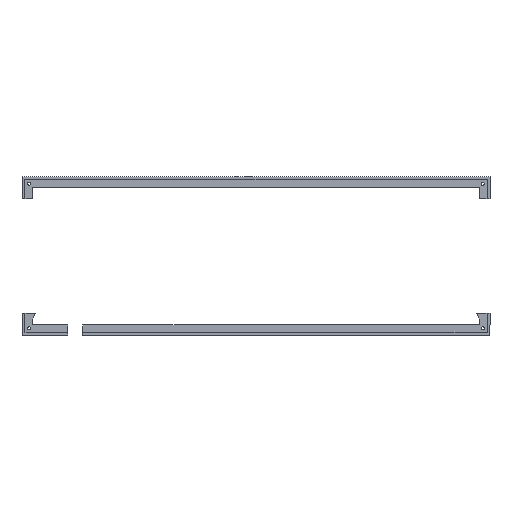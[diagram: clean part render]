
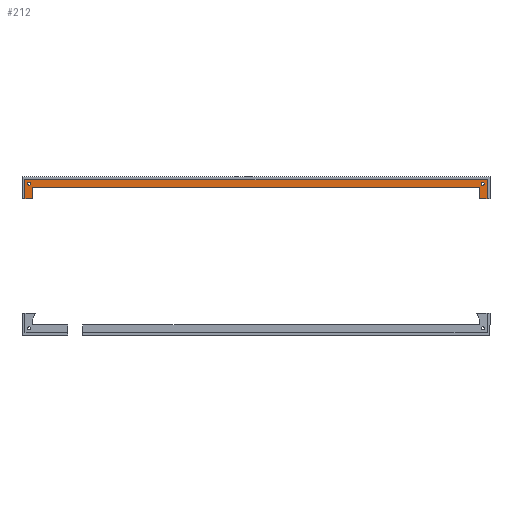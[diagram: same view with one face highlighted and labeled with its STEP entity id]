
A CAD part, front view. The second image highlights one B-rep face of the part: STEP entity #212.
In plain terms, the highlighted planar face has unit normal (0, -1, 0).
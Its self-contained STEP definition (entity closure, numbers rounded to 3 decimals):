
#19 = CARTESIAN_POINT ( 'NONE',  ( 0., 1.6, 0. ) ) ;
#35 = EDGE_LOOP ( 'NONE', ( #398, #358 ) ) ;
#40 = EDGE_LOOP ( 'NONE', ( #570, #1039 ) ) ;
#86 = CARTESIAN_POINT ( 'NONE',  ( -149.74, 1.6, 38.215 ) ) ;
#91 = DIRECTION ( 'NONE',  ( 0., 0., 1. ) ) ;
#102 = AXIS2_PLACEMENT_3D ( 'NONE', #19, #1257, #225 ) ;
#128 = VECTOR ( 'NONE', #670, 1000. ) ;
#174 = LINE ( 'NONE', #659, #430 ) ;
#195 = CARTESIAN_POINT ( 'NONE',  ( -154.74, 1.6, 51.215 ) ) ;
#210 = CARTESIAN_POINT ( 'NONE',  ( 0., 1.6, 38.215 ) ) ;
#212 = ADVANCED_FACE ( 'NONE', ( #1486, #241, #818 ), #338, .T. ) ;
#225 = DIRECTION ( 'NONE',  ( 0., 0., -1. ) ) ;
#227 = EDGE_LOOP ( 'NONE', ( #726, #1209, #1176, #1138, #1140, #967, #399, #608 ) ) ;
#230 = CARTESIAN_POINT ( 'NONE',  ( 154.74, 1.6, 51.215 ) ) ;
#239 = CIRCLE ( 'NONE', #1073, 1.05 ) ;
#241 = FACE_BOUND ( 'NONE', #35, .T. ) ;
#245 = VERTEX_POINT ( 'NONE', #387 ) ;
#246 = LINE ( 'NONE', #1262, #963 ) ;
#331 = LINE ( 'NONE', #210, #908 ) ;
#338 = PLANE ( 'NONE',  #102 ) ;
#342 = DIRECTION ( 'NONE',  ( 0., -1., 0. ) ) ;
#352 = CARTESIAN_POINT ( 'NONE',  ( -154.74, 1.6, 38.215 ) ) ;
#358 = ORIENTED_EDGE ( 'NONE', *, *, #568, .F. ) ;
#387 = CARTESIAN_POINT ( 'NONE',  ( -152.04, 1.6, 47.315 ) ) ;
#398 = ORIENTED_EDGE ( 'NONE', *, *, #1070, .F. ) ;
#399 = ORIENTED_EDGE ( 'NONE', *, *, #811, .F. ) ;
#405 = AXIS2_PLACEMENT_3D ( 'NONE', #513, #427, #521 ) ;
#413 = DIRECTION ( 'NONE',  ( 0., 0., -1. ) ) ;
#427 = DIRECTION ( 'NONE',  ( 0., -1., 0. ) ) ;
#430 = VECTOR ( 'NONE', #1332, 1000. ) ;
#436 = EDGE_CURVE ( 'NONE', #1000, #443, #889, .T. ) ;
#441 = VECTOR ( 'NONE', #1112, 1000. ) ;
#443 = VERTEX_POINT ( 'NONE', #195 ) ;
#477 = CIRCLE ( 'NONE', #501, 1.05 ) ;
#501 = AXIS2_PLACEMENT_3D ( 'NONE', #739, #1110, #413 ) ;
#508 = AXIS2_PLACEMENT_3D ( 'NONE', #911, #342, #918 ) ;
#509 = VERTEX_POINT ( 'NONE', #230 ) ;
#513 = CARTESIAN_POINT ( 'NONE',  ( -152.04, 1.6, 48.365 ) ) ;
#521 = DIRECTION ( 'NONE',  ( 0., 0., -1. ) ) ;
#541 = EDGE_CURVE ( 'NONE', #1308, #717, #246, .T. ) ;
#551 = CARTESIAN_POINT ( 'NONE',  ( 149.74, 1.6, 46.215 ) ) ;
#560 = CARTESIAN_POINT ( 'NONE',  ( -149.74, 1.6, 36.215 ) ) ;
#568 = EDGE_CURVE ( 'NONE', #1438, #245, #937, .T. ) ;
#570 = ORIENTED_EDGE ( 'NONE', *, *, #1069, .F. ) ;
#586 = EDGE_CURVE ( 'NONE', #1093, #1155, #684, .T. ) ;
#597 = CIRCLE ( 'NONE', #405, 1.05 ) ;
#608 = ORIENTED_EDGE ( 'NONE', *, *, #1403, .F. ) ;
#613 = LINE ( 'NONE', #955, #644 ) ;
#636 = CARTESIAN_POINT ( 'NONE',  ( 151.89, 1.6, 49.415 ) ) ;
#639 = CARTESIAN_POINT ( 'NONE',  ( 151.89, 1.6, 47.315 ) ) ;
#644 = VECTOR ( 'NONE', #1065, 1000. ) ;
#659 = CARTESIAN_POINT ( 'NONE',  ( -149.74, 1.6, 46.215 ) ) ;
#670 = DIRECTION ( 'NONE',  ( 0., 0., -1. ) ) ;
#676 = VECTOR ( 'NONE', #91, 1000. ) ;
#684 = LINE ( 'NONE', #560, #128 ) ;
#717 = VERTEX_POINT ( 'NONE', #849 ) ;
#723 = DIRECTION ( 'NONE',  ( 0., 0., 1. ) ) ;
#726 = ORIENTED_EDGE ( 'NONE', *, *, #436, .F. ) ;
#739 = CARTESIAN_POINT ( 'NONE',  ( 151.89, 1.6, 48.365 ) ) ;
#759 = LINE ( 'NONE', #1217, #441 ) ;
#761 = CARTESIAN_POINT ( 'NONE',  ( -154.74, 1.6, -51.215 ) ) ;
#811 = EDGE_CURVE ( 'NONE', #509, #717, #759, .T. ) ;
#818 = FACE_OUTER_BOUND ( 'NONE', #227, .T. ) ;
#849 = CARTESIAN_POINT ( 'NONE',  ( 154.74, 1.6, 38.215 ) ) ;
#861 = VECTOR ( 'NONE', #723, 1000. ) ;
#888 = VERTEX_POINT ( 'NONE', #551 ) ;
#889 = LINE ( 'NONE', #761, #676 ) ;
#908 = VECTOR ( 'NONE', #1126, 1000. ) ;
#911 = CARTESIAN_POINT ( 'NONE',  ( -152.04, 1.6, 48.365 ) ) ;
#918 = DIRECTION ( 'NONE',  ( 0., 0., -1. ) ) ;
#937 = CIRCLE ( 'NONE', #508, 1.05 ) ;
#951 = VERTEX_POINT ( 'NONE', #639 ) ;
#955 = CARTESIAN_POINT ( 'NONE',  ( -154.74, 1.6, 51.215 ) ) ;
#963 = VECTOR ( 'NONE', #1367, 1000. ) ;
#967 = ORIENTED_EDGE ( 'NONE', *, *, #541, .T. ) ;
#984 = CARTESIAN_POINT ( 'NONE',  ( 151.89, 1.6, 48.365 ) ) ;
#1000 = VERTEX_POINT ( 'NONE', #352 ) ;
#1039 = ORIENTED_EDGE ( 'NONE', *, *, #1100, .F. ) ;
#1041 = CARTESIAN_POINT ( 'NONE',  ( -152.04, 1.6, 49.415 ) ) ;
#1065 = DIRECTION ( 'NONE',  ( 1., 0., 0. ) ) ;
#1069 = EDGE_CURVE ( 'NONE', #951, #1071, #477, .T. ) ;
#1070 = EDGE_CURVE ( 'NONE', #245, #1438, #597, .T. ) ;
#1071 = VERTEX_POINT ( 'NONE', #636 ) ;
#1073 = AXIS2_PLACEMENT_3D ( 'NONE', #984, #1446, #1199 ) ;
#1092 = CARTESIAN_POINT ( 'NONE',  ( -149.74, 1.6, 46.215 ) ) ;
#1093 = VERTEX_POINT ( 'NONE', #1092 ) ;
#1100 = EDGE_CURVE ( 'NONE', #1071, #951, #239, .T. ) ;
#1110 = DIRECTION ( 'NONE',  ( 0., -1., 0. ) ) ;
#1112 = DIRECTION ( 'NONE',  ( 0., 0., -1. ) ) ;
#1121 = EDGE_CURVE ( 'NONE', #888, #1093, #174, .T. ) ;
#1126 = DIRECTION ( 'NONE',  ( 1., 0., 0. ) ) ;
#1138 = ORIENTED_EDGE ( 'NONE', *, *, #1121, .F. ) ;
#1140 = ORIENTED_EDGE ( 'NONE', *, *, #1347, .F. ) ;
#1155 = VERTEX_POINT ( 'NONE', #86 ) ;
#1176 = ORIENTED_EDGE ( 'NONE', *, *, #586, .F. ) ;
#1199 = DIRECTION ( 'NONE',  ( 0., 0., -1. ) ) ;
#1209 = ORIENTED_EDGE ( 'NONE', *, *, #1325, .T. ) ;
#1217 = CARTESIAN_POINT ( 'NONE',  ( 154.74, 1.6, -51.215 ) ) ;
#1257 = DIRECTION ( 'NONE',  ( 0., -1., 0. ) ) ;
#1262 = CARTESIAN_POINT ( 'NONE',  ( 0., 1.6, 38.215 ) ) ;
#1308 = VERTEX_POINT ( 'NONE', #1377 ) ;
#1325 = EDGE_CURVE ( 'NONE', #1000, #1155, #331, .T. ) ;
#1332 = DIRECTION ( 'NONE',  ( -1., 0., 0. ) ) ;
#1347 = EDGE_CURVE ( 'NONE', #1308, #888, #1406, .T. ) ;
#1367 = DIRECTION ( 'NONE',  ( 1., 0., 0. ) ) ;
#1377 = CARTESIAN_POINT ( 'NONE',  ( 149.74, 1.6, 38.215 ) ) ;
#1403 = EDGE_CURVE ( 'NONE', #443, #509, #613, .T. ) ;
#1406 = LINE ( 'NONE', #1411, #861 ) ;
#1411 = CARTESIAN_POINT ( 'NONE',  ( 149.74, 1.6, 36.215 ) ) ;
#1438 = VERTEX_POINT ( 'NONE', #1041 ) ;
#1446 = DIRECTION ( 'NONE',  ( 0., -1., 0. ) ) ;
#1486 = FACE_BOUND ( 'NONE', #40, .T. ) ;
